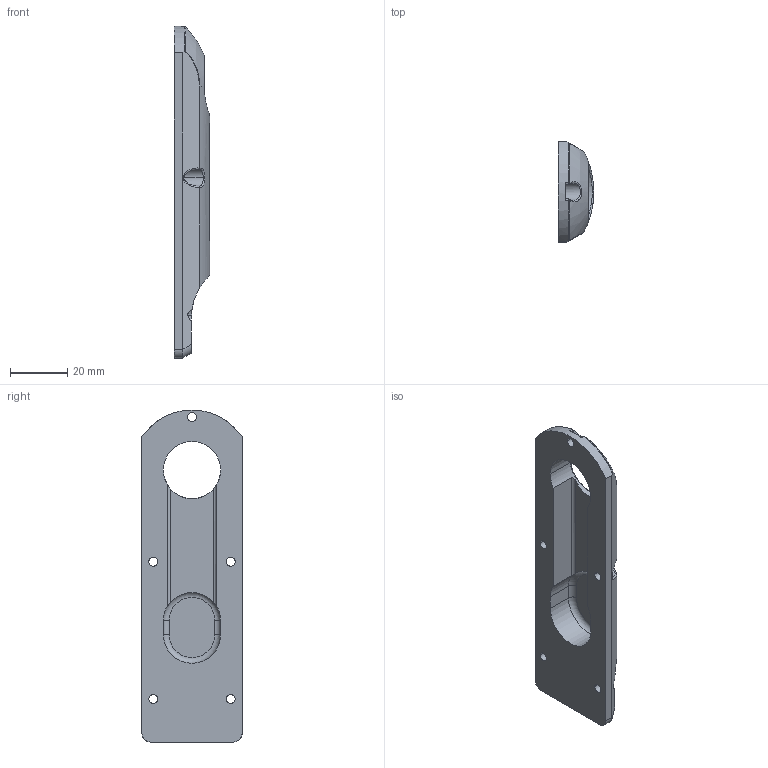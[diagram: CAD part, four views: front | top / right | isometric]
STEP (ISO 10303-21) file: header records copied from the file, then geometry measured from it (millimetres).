
FILE_DESCRIPTION (( 'STEP AP203' ), '1' );
FILE_NAME ('Dummy-0007(外壳).STEP_默认_sldprt.STEP', '2025-11-13T14:25:29', ( '' ), ( '' ), 'SwSTEP 2.0', 'SolidWorks 2020', '' );
FILE_SCHEMA (( 'CONFIG_CONTROL_DESIGN' ));
Length unit declared in the file: millimetre
Products named in the file (1): Dummy-0007(外壳).STEP_默认_sldprt
Bounding box: 12.4 x 35 x 116 mm (x, y, z)
Volume: 20741.5 mm3; surface area: 11343.5 mm2
Topology: 1 solids, 1 shells, 237 faces, 633 edges, 406 vertices
Faces by surface type: plane 107, bspline 56, cylinder 51, sphere 15, torus 8
Entity records: 12395 total; most frequent: CARTESIAN_POINT 6827, ORIENTED_EDGE 1250, DIRECTION 973, EDGE_CURVE 625, VERTEX_POINT 406, AXIS2_PLACEMENT_3D 329, VECTOR 315, LINE 315
